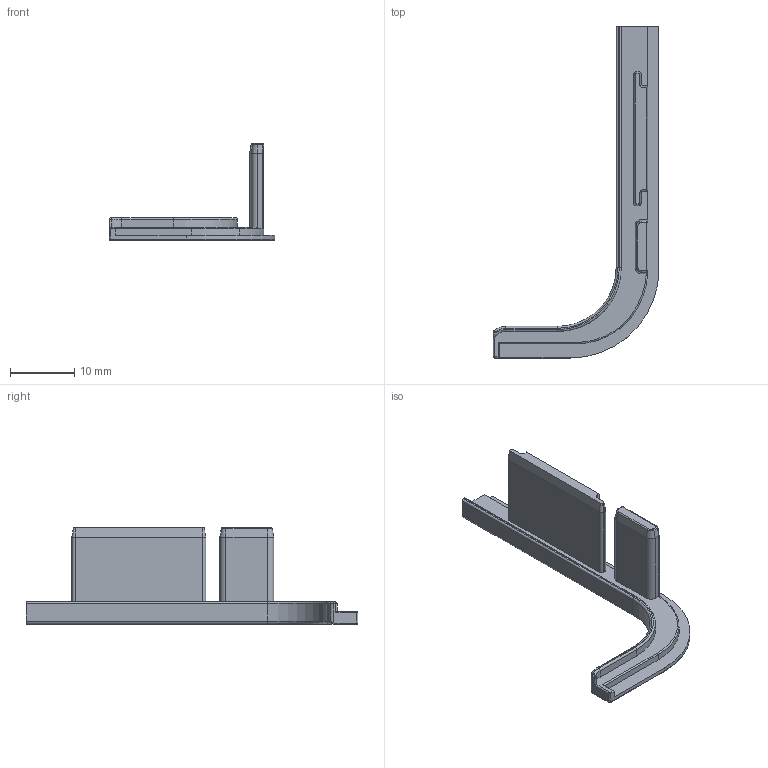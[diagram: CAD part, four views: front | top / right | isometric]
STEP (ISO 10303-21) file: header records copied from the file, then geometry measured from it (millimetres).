
FILE_DESCRIPTION(/* description */ ('Enkappe L-Form li.'),/* implementation_level */ '2;1');
FILE_NAME(/* name */ '100003262.stp',/* time_stamp */ '2024-01-18T08:33:35+01:00',/* author */ ('selema'),/* organization */ (''),/* preprocessor_version */ 'ST-DEVELOPER v20',/* originating_system */ 'Autodesk Inventor 2024',/* authorisation */ '');
FILE_SCHEMA (('AUTOMOTIVE_DESIGN { 1 0 10303 214 3 1 1 }'));
Length unit declared in the file: millimetre
Products named in the file (1): MP006265
Bounding box: 25.75 x 51.5 x 15 mm (x, y, z)
Volume: 1472.4 mm3; surface area: 2081.3 mm2
Topology: 1 solids, 1 shells, 111 faces, 275 edges, 164 vertices
Faces by surface type: cylinder 42, plane 40, torus 11, cone 10, bspline 4, sphere 4
Entity records: 3369 total; most frequent: CARTESIAN_POINT 701, DIRECTION 578, ORIENTED_EDGE 530, EDGE_CURVE 265, AXIS2_PLACEMENT_3D 213, VERTEX_POINT 156, LINE 152, VECTOR 152
